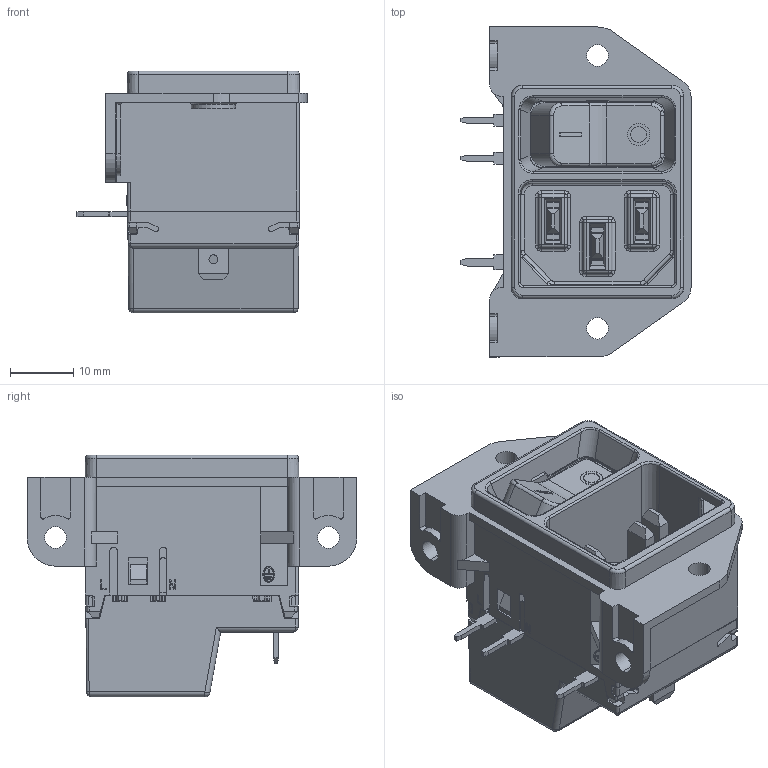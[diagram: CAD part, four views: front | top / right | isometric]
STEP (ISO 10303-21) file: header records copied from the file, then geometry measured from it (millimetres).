
FILE_DESCRIPTION (( 'STEP AP214' ), '1' );
FILE_NAME ('dc21_export.STEP', '2004-03-25T09:31:00', ( '' ), ( '' ), 'SwSTEP 2.0', 'SolidWorks 2003314', '' );
FILE_SCHEMA (( 'AUTOMOTIVE_DESIGN' ));
Length unit declared in the file: millimetre
Products named in the file (1): dc21_export
Bounding box: 36.25 x 52 x 38.1 mm (x, y, z)
Volume: 19126 mm3; surface area: 16762.6 mm2
Topology: 1 solids, 2 shells, 1044 faces, 2837 edges, 1805 vertices
Faces by surface type: plane 667, cylinder 227, bspline 84, torus 32, cone 20, sphere 14
Entity records: 39180 total; most frequent: CARTESIAN_POINT 13374, ORIENTED_EDGE 5666, DIRECTION 4939, EDGE_CURVE 2833, LINE 2143, VECTOR 2143, VERTEX_POINT 1805, AXIS2_PLACEMENT_3D 1398
